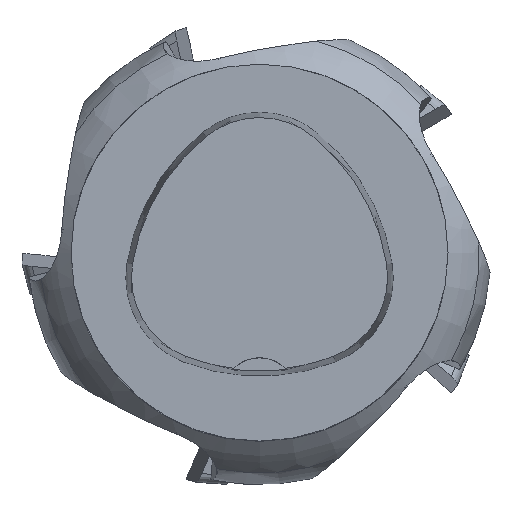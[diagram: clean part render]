
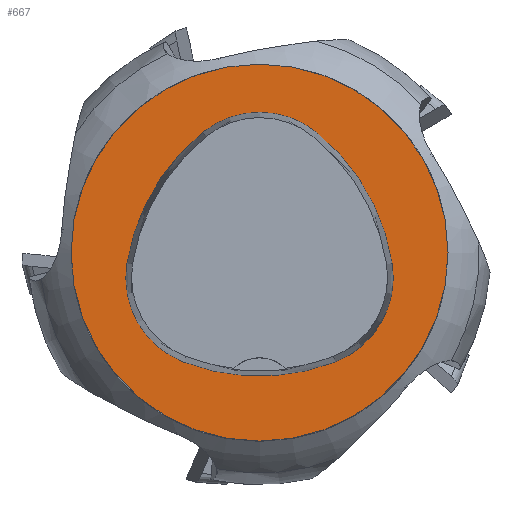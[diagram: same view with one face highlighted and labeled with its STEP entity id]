
A CAD part, top view. The second image highlights one B-rep face of the part: STEP entity #667.
In plain terms, the highlighted planar face has unit normal (0, 0, 1).
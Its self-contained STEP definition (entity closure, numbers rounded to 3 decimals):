
#179=PLANE('',#2639);
#667=ADVANCED_FACE('',(#895,#896),#179,.T.);
#895=FACE_BOUND('',#968,.T.);
#896=FACE_BOUND('',#969,.T.);
#968=EDGE_LOOP('',(#1327,#1328,#1329,#1330,#1331,#1332));
#969=EDGE_LOOP('',(#1333));
#1327=ORIENTED_EDGE('',*,*,#2172,.T.);
#1328=ORIENTED_EDGE('',*,*,#2170,.T.);
#1329=ORIENTED_EDGE('',*,*,#2168,.T.);
#1330=ORIENTED_EDGE('',*,*,#2166,.T.);
#1331=ORIENTED_EDGE('',*,*,#2164,.T.);
#1332=ORIENTED_EDGE('',*,*,#2162,.T.);
#1333=ORIENTED_EDGE('',*,*,#2185,.F.);
#1886=VERTEX_POINT('',#4280);
#1887=VERTEX_POINT('',#4282);
#1888=VERTEX_POINT('',#4286);
#1889=VERTEX_POINT('',#4290);
#1890=VERTEX_POINT('',#4294);
#1891=VERTEX_POINT('',#4298);
#1900=VERTEX_POINT('',#4330);
#2162=EDGE_CURVE('',#1887,#1886,#2370,.T.);
#2164=EDGE_CURVE('',#1888,#1887,#2371,.T.);
#2166=EDGE_CURVE('',#1889,#1888,#2372,.T.);
#2168=EDGE_CURVE('',#1890,#1889,#2373,.T.);
#2170=EDGE_CURVE('',#1891,#1890,#2374,.T.);
#2172=EDGE_CURVE('',#1886,#1891,#2375,.T.);
#2185=EDGE_CURVE('',#1900,#1900,#2376,.T.);
#2370=CIRCLE('',#2616,28.);
#2371=CIRCLE('',#2618,12.);
#2372=CIRCLE('',#2620,28.);
#2373=CIRCLE('',#2622,12.);
#2374=CIRCLE('',#2624,28.);
#2375=CIRCLE('',#2626,12.);
#2376=CIRCLE('',#2638,25.);
#2616=AXIS2_PLACEMENT_3D('',#4281,#3014,#3015);
#2618=AXIS2_PLACEMENT_3D('',#4285,#3019,#3020);
#2620=AXIS2_PLACEMENT_3D('',#4289,#3024,#3025);
#2622=AXIS2_PLACEMENT_3D('',#4293,#3029,#3030);
#2624=AXIS2_PLACEMENT_3D('',#4297,#3034,#3035);
#2626=AXIS2_PLACEMENT_3D('',#4301,#3039,#3040);
#2638=AXIS2_PLACEMENT_3D('',#4329,#3071,#3072);
#2639=AXIS2_PLACEMENT_3D('',#4331,#3073,#3074);
#3014=DIRECTION('',(0.,0.,-1.));
#3015=DIRECTION('',(-1.,0.,0.));
#3019=DIRECTION('',(0.,0.,-1.));
#3020=DIRECTION('',(-1.,0.,0.));
#3024=DIRECTION('',(0.,0.,-1.));
#3025=DIRECTION('',(-1.,0.,0.));
#3029=DIRECTION('',(0.,0.,-1.));
#3030=DIRECTION('',(-1.,0.,0.));
#3034=DIRECTION('',(0.,0.,-1.));
#3035=DIRECTION('',(-1.,0.,0.));
#3039=DIRECTION('',(0.,0.,-1.));
#3040=DIRECTION('',(-1.,0.,0.));
#3071=DIRECTION('',(0.,0.,-1.));
#3072=DIRECTION('',(-1.,0.,0.));
#3073=DIRECTION('',(0.,0.,1.));
#3074=DIRECTION('',(1.,0.,0.));
#4280=CARTESIAN_POINT('',(-10.025,-14.516,0.));
#4281=CARTESIAN_POINT('',(-0.01,11.631,0.));
#4282=CARTESIAN_POINT('',(10.05,-14.499,0.));
#4285=CARTESIAN_POINT('',(5.739,-3.3,0.));
#4286=CARTESIAN_POINT('',(17.59,-1.418,0.));
#4289=CARTESIAN_POINT('',(-10.063,-5.81,0.));
#4290=CARTESIAN_POINT('',(7.567,15.942,0.));
#4293=CARTESIAN_POINT('',(0.011,6.62,0.));
#4294=CARTESIAN_POINT('',(-7.531,15.953,0.));
#4297=CARTESIAN_POINT('',(10.068,-5.824,0.));
#4298=CARTESIAN_POINT('',(-17.584,-1.424,0.));
#4301=CARTESIAN_POINT('',(-5.733,-3.31,0.));
#4329=CARTESIAN_POINT('',(0.,0.,0.));
#4330=CARTESIAN_POINT('',(-25.,0.,0.));
#4331=CARTESIAN_POINT('',(0.,0.,0.));
